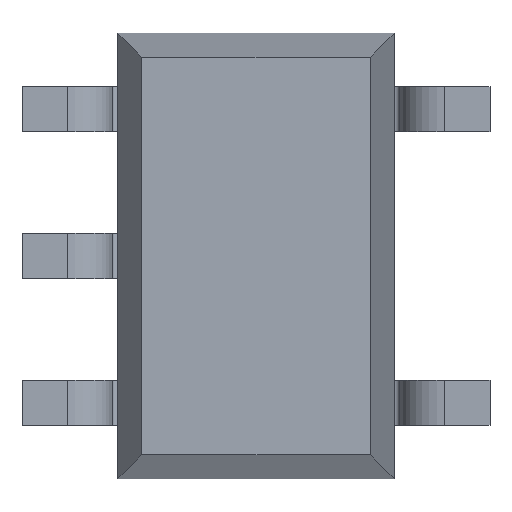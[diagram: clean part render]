
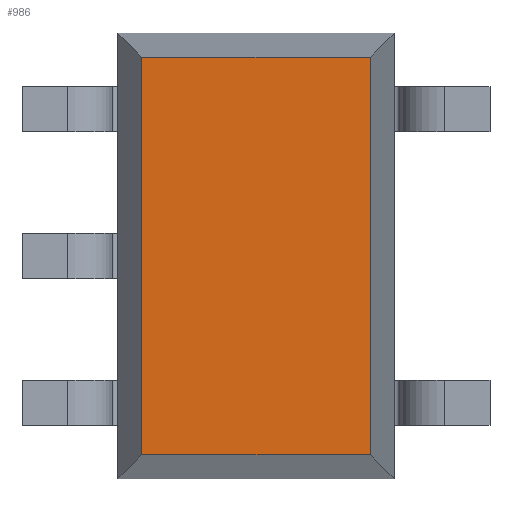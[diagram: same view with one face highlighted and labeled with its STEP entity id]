
A CAD part, front view. The second image highlights one B-rep face of the part: STEP entity #986.
In plain terms, the highlighted planar face has unit normal (0, -1, 0).
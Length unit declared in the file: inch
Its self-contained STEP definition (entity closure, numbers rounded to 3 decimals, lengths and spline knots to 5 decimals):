
#175 = ORIENTED_EDGE ( 'NONE', *, *, #2444, .F. ) ;
#255 = ORIENTED_EDGE ( 'NONE', *, *, #1345, .F. ) ;
#268 = CARTESIAN_POINT ( 'NONE',  ( 0.02027, 0.004, 0.03527 ) ) ;
#311 = LINE ( 'NONE', #2212, #523 ) ;
#368 = CARTESIAN_POINT ( 'NONE',  ( -0.02027, 0.004, 0.03527 ) ) ;
#486 = CARTESIAN_POINT ( 'NONE',  ( 0.02027, 0.004, 0. ) ) ;
#500 = CARTESIAN_POINT ( 'NONE',  ( 0., 0.004, 0.03527 ) ) ;
#502 = CARTESIAN_POINT ( 'NONE',  ( -0.02027, 0.004, 0. ) ) ;
#507 = DIRECTION ( 'NONE',  ( 0., 0., -1. ) ) ;
#523 = VECTOR ( 'NONE', #854, 39.37008 ) ;
#604 = CARTESIAN_POINT ( 'NONE',  ( -0.02027, 0.004, -0.03527 ) ) ;
#716 = CARTESIAN_POINT ( 'NONE',  ( 0.02027, 0.004, -0.03527 ) ) ;
#854 = DIRECTION ( 'NONE',  ( -1., 0., 0. ) ) ;
#864 = VERTEX_POINT ( 'NONE', #268 ) ;
#926 = EDGE_CURVE ( 'NONE', #864, #2128, #1785, .T. ) ;
#986 = ADVANCED_FACE ( 'NONE', ( #1004 ), #1484, .F. ) ;
#1004 = FACE_OUTER_BOUND ( 'NONE', #1496, .T. ) ;
#1083 = DIRECTION ( 'NONE',  ( 1., 0., 0. ) ) ;
#1305 = VERTEX_POINT ( 'NONE', #604 ) ;
#1341 = DIRECTION ( 'NONE',  ( 0., 0., 1. ) ) ;
#1345 = EDGE_CURVE ( 'NONE', #1305, #1523, #2061, .T. ) ;
#1484 = PLANE ( 'NONE',  #1761 ) ;
#1496 = EDGE_LOOP ( 'NONE', ( #2019, #1632, #255, #175 ) ) ;
#1503 = CARTESIAN_POINT ( 'NONE',  ( 0., 0.004, 0. ) ) ;
#1523 = VERTEX_POINT ( 'NONE', #368 ) ;
#1550 = DIRECTION ( 'NONE',  ( 0., 0., 1. ) ) ;
#1632 = ORIENTED_EDGE ( 'NONE', *, *, #2134, .F. ) ;
#1700 = DIRECTION ( 'NONE',  ( 0., 1., 0. ) ) ;
#1749 = VECTOR ( 'NONE', #1550, 39.37008 ) ;
#1761 = AXIS2_PLACEMENT_3D ( 'NONE', #1503, #1700, #1341 ) ;
#1785 = LINE ( 'NONE', #486, #1930 ) ;
#1839 = VECTOR ( 'NONE', #1083, 39.37008 ) ;
#1930 = VECTOR ( 'NONE', #507, 39.37008 ) ;
#2019 = ORIENTED_EDGE ( 'NONE', *, *, #926, .F. ) ;
#2061 = LINE ( 'NONE', #502, #1749 ) ;
#2128 = VERTEX_POINT ( 'NONE', #716 ) ;
#2134 = EDGE_CURVE ( 'NONE', #1523, #864, #2314, .T. ) ;
#2212 = CARTESIAN_POINT ( 'NONE',  ( 0., 0.004, -0.03527 ) ) ;
#2314 = LINE ( 'NONE', #500, #1839 ) ;
#2444 = EDGE_CURVE ( 'NONE', #2128, #1305, #311, .T. ) ;
